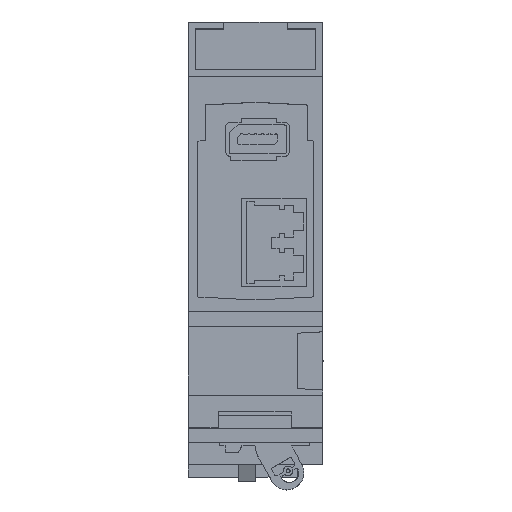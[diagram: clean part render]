
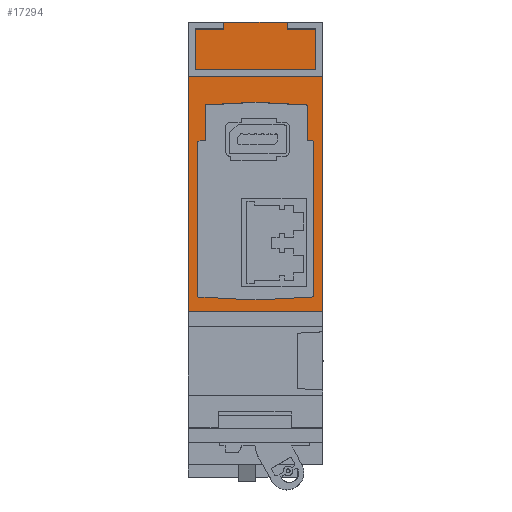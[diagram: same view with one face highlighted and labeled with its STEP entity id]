
A CAD part, top view. The second image highlights one B-rep face of the part: STEP entity #17294.
In plain terms, the highlighted planar face has unit normal (0, 0, 1).
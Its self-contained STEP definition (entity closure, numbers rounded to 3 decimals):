
#1641=DIRECTION('',(0.,1.,0.));
#1642=VECTOR('',#1641,36.2);
#1643=CARTESIAN_POINT('',(-3.,-41.2,183.277));
#1644=LINE('',#1643,#1642);
#4167=DIRECTION('',(0.,1.,0.));
#4168=VECTOR('',#4167,36.2);
#4169=CARTESIAN_POINT('',(16.6,-41.2,183.277));
#4170=LINE('',#4169,#4168);
#4539=DIRECTION('',(0.,-1.,0.));
#4540=VECTOR('',#4539,5.);
#4541=CARTESIAN_POINT('',(-2.,0.,183.277));
#4542=LINE('',#4541,#4540);
#4543=DIRECTION('',(-1.,0.,0.));
#4544=VECTOR('',#4543,4.15);
#4545=CARTESIAN_POINT('',(2.15,0.,183.277));
#4546=LINE('',#4545,#4544);
#4547=DIRECTION('',(0.,-1.,0.));
#4548=VECTOR('',#4547,1.);
#4549=CARTESIAN_POINT('',(2.15,1.,183.277));
#4550=LINE('',#4549,#4548);
#4551=DIRECTION('',(0.,1.,0.));
#4552=VECTOR('',#4551,1.);
#4553=CARTESIAN_POINT('',(11.45,0.,183.277));
#4554=LINE('',#4553,#4552);
#4555=DIRECTION('',(-1.,0.,0.));
#4556=VECTOR('',#4555,4.15);
#4557=CARTESIAN_POINT('',(15.6,0.,183.277));
#4558=LINE('',#4557,#4556);
#4559=DIRECTION('',(0.,1.,0.));
#4560=VECTOR('',#4559,5.);
#4561=CARTESIAN_POINT('',(15.6,-5.,183.277));
#4562=LINE('',#4561,#4560);
#4563=DIRECTION('',(1.,0.,0.));
#4564=VECTOR('',#4563,19.6);
#4565=CARTESIAN_POINT('',(-3.,-41.2,183.277));
#4566=LINE('',#4565,#4564);
#4567=DIRECTION('',(-1.,0.,0.));
#4568=VECTOR('',#4567,0.2);
#4569=CARTESIAN_POINT('',(6.9,-10.7,183.277));
#4570=LINE('',#4569,#4568);
#4571=DIRECTION('',(-0.999,-0.052,0.));
#4572=VECTOR('',#4571,7.21);
#4573=CARTESIAN_POINT('',(6.7,-10.7,183.277));
#4574=LINE('',#4573,#4572);
#4575=DIRECTION('',(0.,-1.,0.));
#4576=VECTOR('',#4575,5.123);
#4577=CARTESIAN_POINT('',(-0.5,-11.077,183.277));
#4578=LINE('',#4577,#4576);
#4579=DIRECTION('',(-0.985,-0.174,0.));
#4580=VECTOR('',#4579,1.117);
#4581=CARTESIAN_POINT('',(-0.5,-16.2,183.277));
#4582=LINE('',#4581,#4580);
#4583=DIRECTION('',(0.,-1.,0.));
#4584=VECTOR('',#4583,22.721);
#4585=CARTESIAN_POINT('',(-1.6,-16.394,183.277));
#4586=LINE('',#4585,#4584);
#4587=DIRECTION('',(0.999,-0.052,0.));
#4588=VECTOR('',#4587,8.311);
#4589=CARTESIAN_POINT('',(-1.6,-39.115,183.277));
#4590=LINE('',#4589,#4588);
#4591=DIRECTION('',(1.,0.,0.));
#4592=VECTOR('',#4591,0.2);
#4593=CARTESIAN_POINT('',(6.7,-39.55,183.277));
#4594=LINE('',#4593,#4592);
#4595=DIRECTION('',(0.999,0.052,0.));
#4596=VECTOR('',#4595,8.412);
#4597=CARTESIAN_POINT('',(6.9,-39.55,183.277));
#4598=LINE('',#4597,#4596);
#4599=DIRECTION('',(0.,1.,0.));
#4600=VECTOR('',#4599,22.751);
#4601=CARTESIAN_POINT('',(15.3,-39.11,183.277));
#4602=LINE('',#4601,#4600);
#4603=DIRECTION('',(-0.985,0.174,0.));
#4604=VECTOR('',#4603,0.914);
#4605=CARTESIAN_POINT('',(15.3,-16.359,183.277));
#4606=LINE('',#4605,#4604);
#4607=DIRECTION('',(0.,1.,0.));
#4608=VECTOR('',#4607,5.107);
#4609=CARTESIAN_POINT('',(14.4,-16.2,183.277));
#4610=LINE('',#4609,#4608);
#4611=DIRECTION('',(-0.999,0.052,0.));
#4612=VECTOR('',#4611,7.51);
#4613=CARTESIAN_POINT('',(14.4,-11.093,183.277));
#4614=LINE('',#4613,#4612);
#5114=DIRECTION('',(1.,0.,0.));
#5115=VECTOR('',#5114,1.);
#5116=CARTESIAN_POINT('',(-3.,-5.,183.277));
#5117=LINE('',#5116,#5115);
#5122=DIRECTION('',(1.,0.,0.));
#5123=VECTOR('',#5122,1.);
#5124=CARTESIAN_POINT('',(15.6,-5.,183.277));
#5125=LINE('',#5124,#5123);
#5242=DIRECTION('',(1.,0.,0.));
#5243=VECTOR('',#5242,9.3);
#5244=CARTESIAN_POINT('',(2.15,1.,183.277));
#5245=LINE('',#5244,#5243);
#10263=CARTESIAN_POINT('',(-3.,-41.2,183.277));
#10264=VERTEX_POINT('',#10263);
#10265=CARTESIAN_POINT('',(-3.,-5.,183.277));
#10266=VERTEX_POINT('',#10265);
#10333=CARTESIAN_POINT('',(16.6,-41.2,183.277));
#10334=VERTEX_POINT('',#10333);
#10335=CARTESIAN_POINT('',(16.6,-5.,183.277));
#10336=VERTEX_POINT('',#10335);
#10641=CARTESIAN_POINT('',(15.6,0.,183.277));
#10642=CARTESIAN_POINT('',(11.45,0.,183.277));
#10643=VERTEX_POINT('',#10641);
#10644=VERTEX_POINT('',#10642);
#10645=CARTESIAN_POINT('',(2.15,0.,183.277));
#10646=CARTESIAN_POINT('',(-2.,0.,183.277));
#10647=VERTEX_POINT('',#10645);
#10648=VERTEX_POINT('',#10646);
#10649=CARTESIAN_POINT('',(2.15,1.,183.277));
#10650=CARTESIAN_POINT('',(11.45,1.,183.277));
#10651=VERTEX_POINT('',#10649);
#10652=VERTEX_POINT('',#10650);
#10653=CARTESIAN_POINT('',(-2.,-5.,183.277));
#10655=VERTEX_POINT('',#10653);
#10657=CARTESIAN_POINT('',(15.6,-5.,183.277));
#10659=VERTEX_POINT('',#10657);
#11367=CARTESIAN_POINT('',(6.9,-10.7,183.277));
#11368=CARTESIAN_POINT('',(6.7,-10.7,183.277));
#11369=VERTEX_POINT('',#11367);
#11370=VERTEX_POINT('',#11368);
#11371=CARTESIAN_POINT('',(-0.5,-11.077,183.277));
#11372=VERTEX_POINT('',#11371);
#11373=CARTESIAN_POINT('',(-0.5,-16.2,183.277));
#11374=VERTEX_POINT('',#11373);
#11375=CARTESIAN_POINT('',(-1.6,-16.394,183.277));
#11376=VERTEX_POINT('',#11375);
#11377=CARTESIAN_POINT('',(-1.6,-39.115,183.277));
#11378=VERTEX_POINT('',#11377);
#11379=CARTESIAN_POINT('',(6.7,-39.55,183.277));
#11380=VERTEX_POINT('',#11379);
#11381=CARTESIAN_POINT('',(6.9,-39.55,183.277));
#11382=VERTEX_POINT('',#11381);
#11383=CARTESIAN_POINT('',(15.3,-39.11,183.277));
#11384=VERTEX_POINT('',#11383);
#11385=CARTESIAN_POINT('',(15.3,-16.359,183.277));
#11386=VERTEX_POINT('',#11385);
#11387=CARTESIAN_POINT('',(14.4,-16.2,183.277));
#11388=VERTEX_POINT('',#11387);
#11389=CARTESIAN_POINT('',(14.4,-11.093,183.277));
#11390=VERTEX_POINT('',#11389);
#17240=CARTESIAN_POINT('',(-3.,-41.2,183.277));
#17241=DIRECTION('',(0.,0.,1.));
#17242=DIRECTION('',(0.,1.,0.));
#17243=AXIS2_PLACEMENT_3D('',#17240,#17241,#17242);
#17244=PLANE('',#17243);
#17246=ORIENTED_EDGE('',*,*,#17245,.T.);
#17248=ORIENTED_EDGE('',*,*,#17247,.F.);
#17250=ORIENTED_EDGE('',*,*,#17249,.F.);
#17252=ORIENTED_EDGE('',*,*,#17251,.F.);
#17254=ORIENTED_EDGE('',*,*,#17253,.T.);
#17256=ORIENTED_EDGE('',*,*,#17255,.F.);
#17258=ORIENTED_EDGE('',*,*,#17257,.F.);
#17260=ORIENTED_EDGE('',*,*,#17259,.F.);
#17262=ORIENTED_EDGE('',*,*,#17261,.T.);
#17263=ORIENTED_EDGE('',*,*,#16842,.F.);
#17264=ORIENTED_EDGE('',*,*,#17233,.F.);
#17265=ORIENTED_EDGE('',*,*,#13102,.T.);
#17266=EDGE_LOOP('',(#17246,#17248,#17250,#17252,#17254,#17256,#17258,#17260,
#17262,#17263,#17264,#17265));
#17267=FACE_OUTER_BOUND('',#17266,.F.);
#17269=ORIENTED_EDGE('',*,*,#17268,.T.);
#17271=ORIENTED_EDGE('',*,*,#17270,.T.);
#17273=ORIENTED_EDGE('',*,*,#17272,.T.);
#17275=ORIENTED_EDGE('',*,*,#17274,.T.);
#17277=ORIENTED_EDGE('',*,*,#17276,.T.);
#17279=ORIENTED_EDGE('',*,*,#17278,.T.);
#17281=ORIENTED_EDGE('',*,*,#17280,.T.);
#17283=ORIENTED_EDGE('',*,*,#17282,.T.);
#17285=ORIENTED_EDGE('',*,*,#17284,.T.);
#17287=ORIENTED_EDGE('',*,*,#17286,.T.);
#17289=ORIENTED_EDGE('',*,*,#17288,.T.);
#17291=ORIENTED_EDGE('',*,*,#17290,.T.);
#17292=EDGE_LOOP('',(#17269,#17271,#17273,#17275,#17277,#17279,#17281,#17283,
#17285,#17287,#17289,#17291));
#17293=FACE_BOUND('',#17292,.F.);
#17294=ADVANCED_FACE('',(#17267,#17293),#17244,.T.);
#13102=EDGE_CURVE('',#10264,#10266,#1644,.T.);
#16842=EDGE_CURVE('',#10334,#10336,#4170,.T.);
#17233=EDGE_CURVE('',#10264,#10334,#4566,.T.);
#17245=EDGE_CURVE('',#10266,#10655,#5117,.T.);
#17247=EDGE_CURVE('',#10648,#10655,#4542,.T.);
#17249=EDGE_CURVE('',#10647,#10648,#4546,.T.);
#17251=EDGE_CURVE('',#10651,#10647,#4550,.T.);
#17253=EDGE_CURVE('',#10651,#10652,#5245,.T.);
#17255=EDGE_CURVE('',#10644,#10652,#4554,.T.);
#17257=EDGE_CURVE('',#10643,#10644,#4558,.T.);
#17259=EDGE_CURVE('',#10659,#10643,#4562,.T.);
#17261=EDGE_CURVE('',#10659,#10336,#5125,.T.);
#17268=EDGE_CURVE('',#11369,#11370,#4570,.T.);
#17270=EDGE_CURVE('',#11370,#11372,#4574,.T.);
#17272=EDGE_CURVE('',#11372,#11374,#4578,.T.);
#17274=EDGE_CURVE('',#11374,#11376,#4582,.T.);
#17276=EDGE_CURVE('',#11376,#11378,#4586,.T.);
#17278=EDGE_CURVE('',#11378,#11380,#4590,.T.);
#17280=EDGE_CURVE('',#11380,#11382,#4594,.T.);
#17282=EDGE_CURVE('',#11382,#11384,#4598,.T.);
#17284=EDGE_CURVE('',#11384,#11386,#4602,.T.);
#17286=EDGE_CURVE('',#11386,#11388,#4606,.T.);
#17288=EDGE_CURVE('',#11388,#11390,#4610,.T.);
#17290=EDGE_CURVE('',#11390,#11369,#4614,.T.);
